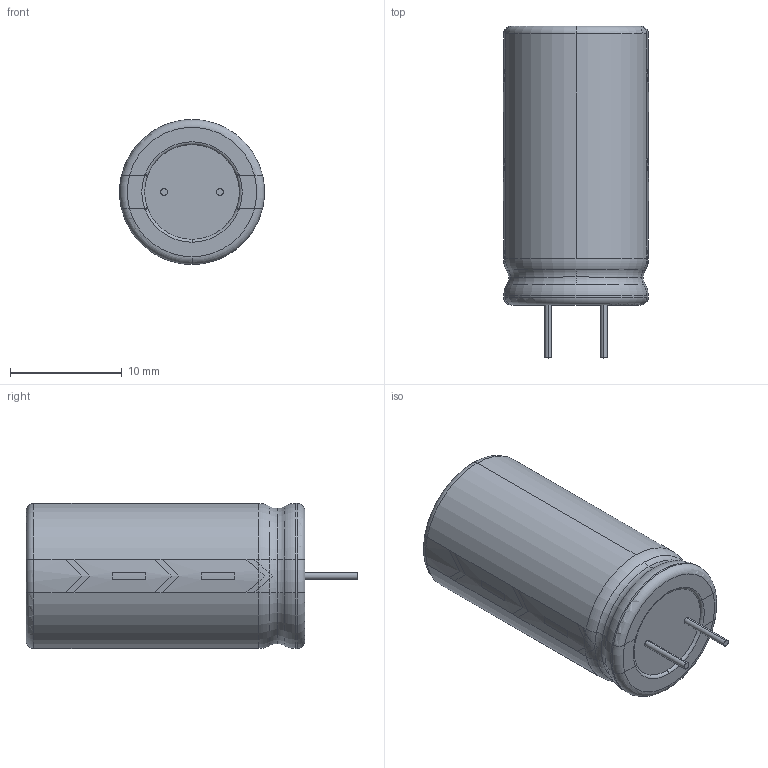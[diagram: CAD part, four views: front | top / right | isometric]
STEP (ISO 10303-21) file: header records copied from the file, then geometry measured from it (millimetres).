
FILE_DESCRIPTION (( 'STEP AP214' ), '1' );
FILE_NAME ('El_5_13_25.STEP', '2023-07-15T16:18:01', ( 'Yurii' ), ( '' ), 'SwSTEP 2.0', 'SolidWorks 2019', '' );
FILE_SCHEMA (( 'AUTOMOTIVE_DESIGN' ));
Length unit declared in the file: millimetre
Products named in the file (1): El_5_13_25
Bounding box: 13 x 29.75 x 13 mm (x, y, z)
Volume: 3255.2 mm3; surface area: 1293.1 mm2
Topology: 1 solids, 1 shells, 119 faces, 294 edges, 183 vertices
Faces by surface type: torus 56, cylinder 47, plane 16
Entity records: 4911 total; most frequent: CARTESIAN_POINT 977, DIRECTION 613, ORIENTED_EDGE 588, EDGE_CURVE 294, AXIS2_PLACEMENT_3D 271, VERTEX_POINT 183, CIRCLE 151, EDGE_LOOP 125
